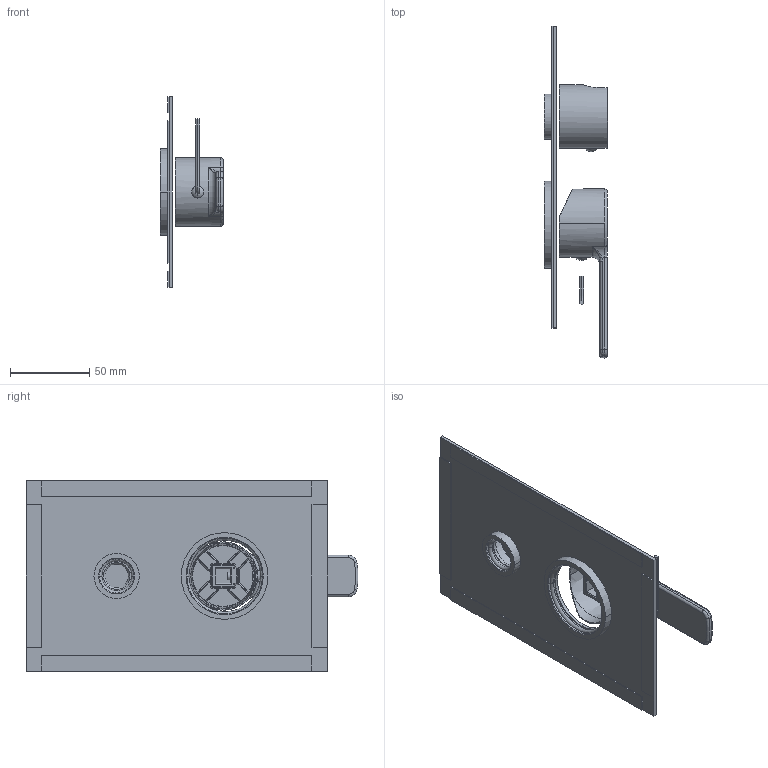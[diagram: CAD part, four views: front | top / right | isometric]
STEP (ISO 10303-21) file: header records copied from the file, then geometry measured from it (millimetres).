
FILE_DESCRIPTION((''),'2;1');
FILE_NAME('RED018CR-MEST_ASM','2021-02-03T13:26:56',('stefano.gianpani'),('PAFFONI SpA'),'CREO PARAMETRIC BY PTC INC, 2020044','CREO PARAMETRIC BY PTC INC, 2020044','');
FILE_SCHEMA(('CONFIG_CONTROL_DESIGN','SHAPE_APPEARANCE_LAYERS_GROUPS'));
Length unit declared in the file: millimetre
Products named in the file (14): 4061213CR; 592305006A2I; TCF0691105CRRB; CHBR25; 8001114_ASM; 4061169CRI_AF0; 2092467_AF2; 2092468_AF1; 2091415; 2091417; 2042486GR; 2041560GR; 2091105CRN; RED018CR-MEST_ASM
Assembly tree (15 placements, depth 3):
  RED018CR-MEST_ASM
    4061213CR
    8001114_ASM
      592305006A2I
      TCF0691105CRRB
      CHBR25
    4061169CRI_AF0
    2092467_AF2
    2092468_AF1
    2091415  x2
    2091417  x2
    2042486GR
    2041560GR
    2091105CRN
Bounding box: 39.85 x 208.91 x 120 mm (x, y, z)
Volume: 96817.1 mm3; surface area: 86600.7 mm2
Topology: 14 solids, 18 shells, 382 faces, 869 edges, 523 vertices
Faces by surface type: plane 140, cylinder 122, bspline 34, cone 33, sphere 27, torus 26
Entity records: 15112 total; most frequent: CARTESIAN_POINT 3951, DIRECTION 1787, ORIENTED_EDGE 1658, PRESENTATION_STYLE_ASSIGNMENT 855, STYLED_ITEM 855, CURVE_STYLE 839, EDGE_CURVE 839, AXIS2_PLACEMENT_3D 701
